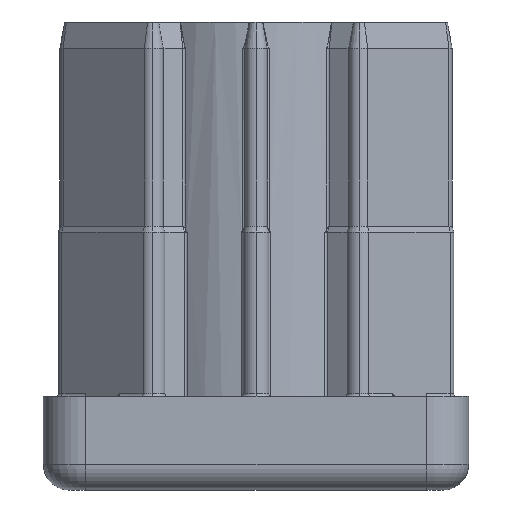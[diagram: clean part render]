
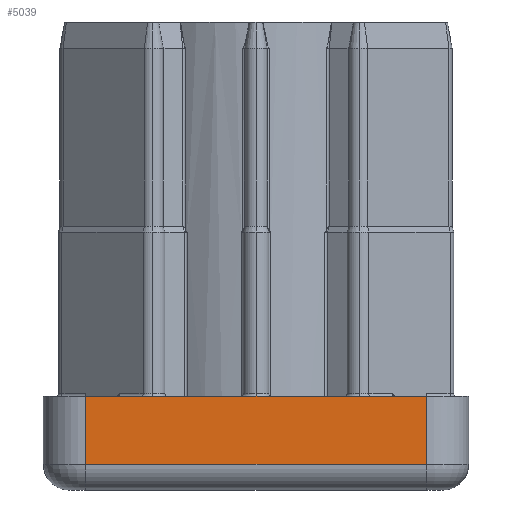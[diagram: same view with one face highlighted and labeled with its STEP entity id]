
A CAD part, left-side view. The second image highlights one B-rep face of the part: STEP entity #5039.
In plain terms, the highlighted planar face has unit normal (-1, 0, 0).
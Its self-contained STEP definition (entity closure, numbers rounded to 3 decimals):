
#656 = CARTESIAN_POINT ( 'NONE',  ( -25., -20., 11. ) ) ;
#2778 = LINE ( 'NONE', #14459, #9485 ) ;
#3101 = DIRECTION ( 'NONE',  ( 0., 0., -1. ) ) ;
#3803 = ORIENTED_EDGE ( 'NONE', *, *, #5501, .T. ) ;
#4300 = ORIENTED_EDGE ( 'NONE', *, *, #7915, .F. ) ;
#4602 = ORIENTED_EDGE ( 'NONE', *, *, #6901, .T. ) ;
#4909 = CARTESIAN_POINT ( 'NONE',  ( -25., 20., 11. ) ) ;
#5039 = ADVANCED_FACE ( 'NONE', ( #12396 ), #10508, .F. ) ;
#5450 = AXIS2_PLACEMENT_3D ( 'NONE', #8173, #10563, #3101 ) ;
#5501 = EDGE_CURVE ( 'NONE', #14440, #10811, #12900, .T. ) ;
#5556 = EDGE_CURVE ( 'NONE', #10811, #9392, #8733, .T. ) ;
#5782 = LINE ( 'NONE', #4909, #6186 ) ;
#5910 = DIRECTION ( 'NONE',  ( 0., 0., 1. ) ) ;
#6186 = VECTOR ( 'NONE', #12193, 1000. ) ;
#6611 = VERTEX_POINT ( 'NONE', #8970 ) ;
#6901 = EDGE_CURVE ( 'NONE', #6611, #14440, #5782, .T. ) ;
#6945 = VECTOR ( 'NONE', #8265, 1000. ) ;
#7915 = EDGE_CURVE ( 'NONE', #6611, #9392, #2778, .T. ) ;
#8173 = CARTESIAN_POINT ( 'NONE',  ( -25., -25., 11. ) ) ;
#8265 = DIRECTION ( 'NONE',  ( 0., -1., 0. ) ) ;
#8733 = LINE ( 'NONE', #13080, #9501 ) ;
#8970 = CARTESIAN_POINT ( 'NONE',  ( -25., 20., 11. ) ) ;
#9158 = CARTESIAN_POINT ( 'NONE',  ( -25., -20., 3. ) ) ;
#9392 = VERTEX_POINT ( 'NONE', #656 ) ;
#9485 = VECTOR ( 'NONE', #15599, 1000. ) ;
#9501 = VECTOR ( 'NONE', #5910, 1000. ) ;
#10508 = PLANE ( 'NONE',  #5450 ) ;
#10563 = DIRECTION ( 'NONE',  ( 1., 0., 0. ) ) ;
#10811 = VERTEX_POINT ( 'NONE', #9158 ) ;
#11504 = EDGE_LOOP ( 'NONE', ( #4602, #3803, #14458, #4300 ) ) ;
#11812 = CARTESIAN_POINT ( 'NONE',  ( -25., -20., 3. ) ) ;
#11896 = CARTESIAN_POINT ( 'NONE',  ( -25., 20., 3. ) ) ;
#12193 = DIRECTION ( 'NONE',  ( 0., 0., -1. ) ) ;
#12396 = FACE_OUTER_BOUND ( 'NONE', #11504, .T. ) ;
#12900 = LINE ( 'NONE', #11812, #6945 ) ;
#13080 = CARTESIAN_POINT ( 'NONE',  ( -25., -20., 11. ) ) ;
#14440 = VERTEX_POINT ( 'NONE', #11896 ) ;
#14458 = ORIENTED_EDGE ( 'NONE', *, *, #5556, .T. ) ;
#14459 = CARTESIAN_POINT ( 'NONE',  ( -25., -25., 11. ) ) ;
#15599 = DIRECTION ( 'NONE',  ( 0., -1., 0. ) ) ;
